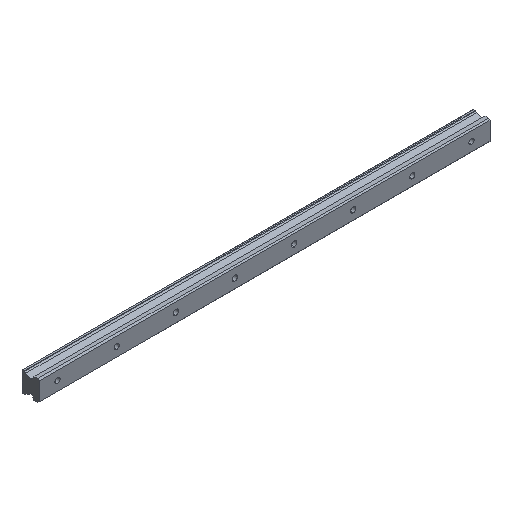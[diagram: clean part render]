
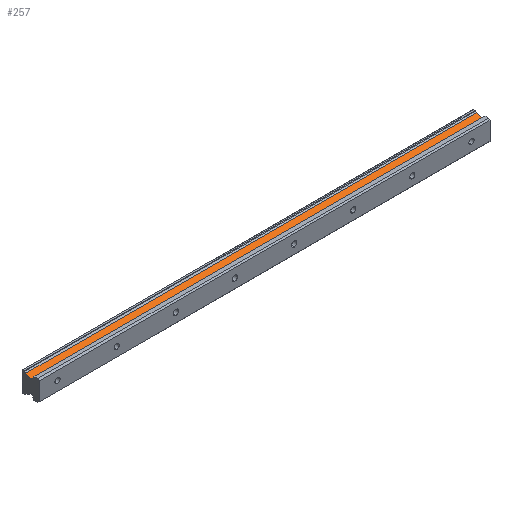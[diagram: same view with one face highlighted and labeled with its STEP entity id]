
A CAD part, isometric view. The second image highlights one B-rep face of the part: STEP entity #257.
In plain terms, the highlighted planar face has unit normal (0, -0.495, 0.869).
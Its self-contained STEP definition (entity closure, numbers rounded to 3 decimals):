
#257 = ADVANCED_FACE ( 'NONE', ( #1969 ), #1625, .F. ) ;
#283 = CARTESIAN_POINT ( 'NONE',  ( 585., 11.018, 8.66 ) ) ;
#316 = EDGE_CURVE ( 'NONE', #683, #1954, #1006, .T. ) ;
#350 = CARTESIAN_POINT ( 'NONE',  ( 585., 17.63, 12.425 ) ) ;
#422 = CARTESIAN_POINT ( 'NONE',  ( -25., 17.63, 12.425 ) ) ;
#443 = LINE ( 'NONE', #422, #760 ) ;
#506 = LINE ( 'NONE', #350, #1637 ) ;
#658 = CARTESIAN_POINT ( 'NONE',  ( 585., 17.63, 12.425 ) ) ;
#663 = ORIENTED_EDGE ( 'NONE', *, *, #1496, .T. ) ;
#683 = VERTEX_POINT ( 'NONE', #2156 ) ;
#760 = VECTOR ( 'NONE', #1593, 1000. ) ;
#823 = EDGE_CURVE ( 'NONE', #1954, #1621, #2013, .T. ) ;
#838 = DIRECTION ( 'NONE',  ( -1., 0., 0. ) ) ;
#841 = DIRECTION ( 'NONE',  ( 0., -0.869, -0.495 ) ) ;
#973 = ORIENTED_EDGE ( 'NONE', *, *, #823, .F. ) ;
#1006 = LINE ( 'NONE', #658, #2174 ) ;
#1012 = DIRECTION ( 'NONE',  ( 1., 0., 0. ) ) ;
#1111 = DIRECTION ( 'NONE',  ( 0., 0.495, -0.869 ) ) ;
#1278 = ORIENTED_EDGE ( 'NONE', *, *, #1286, .F. ) ;
#1286 = EDGE_CURVE ( 'NONE', #1520, #683, #506, .T. ) ;
#1496 = EDGE_CURVE ( 'NONE', #1520, #1621, #443, .T. ) ;
#1520 = VERTEX_POINT ( 'NONE', #1935 ) ;
#1593 = DIRECTION ( 'NONE',  ( 0., -0.869, -0.495 ) ) ;
#1594 = AXIS2_PLACEMENT_3D ( 'NONE', #1800, #1111, #1780 ) ;
#1621 = VERTEX_POINT ( 'NONE', #1668 ) ;
#1625 = PLANE ( 'NONE',  #1594 ) ;
#1637 = VECTOR ( 'NONE', #1012, 1000. ) ;
#1668 = CARTESIAN_POINT ( 'NONE',  ( -25., 11.018, 8.66 ) ) ;
#1674 = EDGE_LOOP ( 'NONE', ( #973, #1738, #1278, #663 ) ) ;
#1738 = ORIENTED_EDGE ( 'NONE', *, *, #316, .F. ) ;
#1780 = DIRECTION ( 'NONE',  ( 0., 0.869, 0.495 ) ) ;
#1800 = CARTESIAN_POINT ( 'NONE',  ( 585., 17.63, 12.425 ) ) ;
#1922 = VECTOR ( 'NONE', #838, 1000. ) ;
#1935 = CARTESIAN_POINT ( 'NONE',  ( -25., 17.63, 12.425 ) ) ;
#1954 = VERTEX_POINT ( 'NONE', #283 ) ;
#1969 = FACE_OUTER_BOUND ( 'NONE', #1674, .T. ) ;
#2013 = LINE ( 'NONE', #2163, #1922 ) ;
#2156 = CARTESIAN_POINT ( 'NONE',  ( 585., 17.63, 12.425 ) ) ;
#2163 = CARTESIAN_POINT ( 'NONE',  ( 585., 11.018, 8.66 ) ) ;
#2174 = VECTOR ( 'NONE', #841, 1000. ) ;
